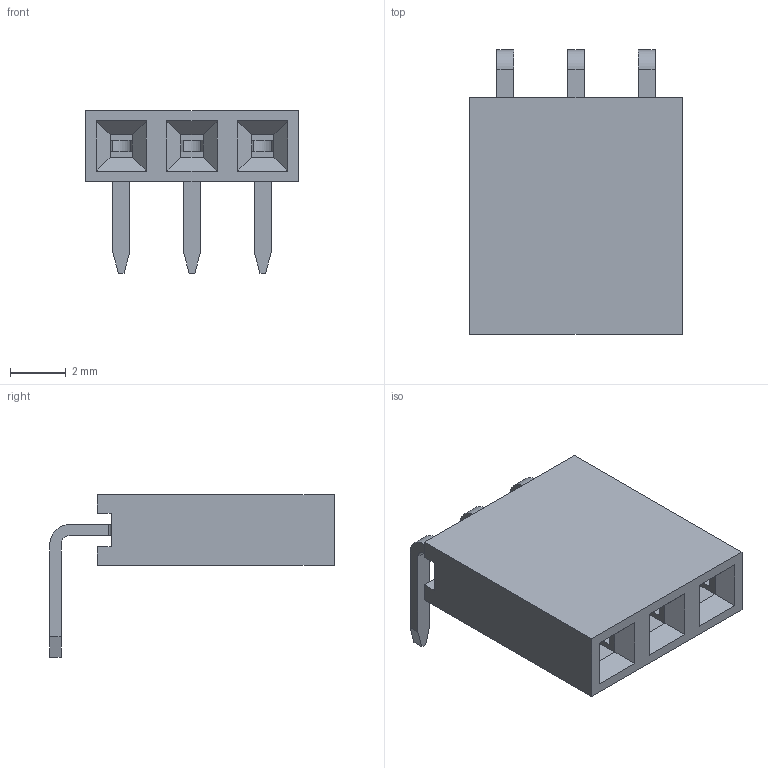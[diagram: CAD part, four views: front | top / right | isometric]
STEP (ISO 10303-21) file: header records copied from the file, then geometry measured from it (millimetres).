
FILE_DESCRIPTION (( 'STEP AP214' ), '1' );
FILE_NAME ('Conn_PBS3R.STEP', '2024-07-22T15:34:38', ( '' ), ( '' ), 'SwSTEP 2.0', 'SolidWorks 2022', '' );
FILE_SCHEMA (( 'AUTOMOTIVE_DESIGN' ));
Length unit declared in the file: millimetre
Products named in the file (1): Conn_PBS3R
Bounding box: 7.62 x 10.2 x 5.84 mm (x, y, z)
Volume: 148.8 mm3; surface area: 365.8 mm2
Topology: 1 solids, 1 shells, 184 faces, 504 edges, 316 vertices
Faces by surface type: plane 157, cylinder 27
Entity records: 6588 total; most frequent: ORIENTED_EDGE 1008, CARTESIAN_POINT 1005, DIRECTION 940, EDGE_CURVE 504, VECTOR 438, LINE 438, VERTEX_POINT 316, AXIS2_PLACEMENT_3D 251
